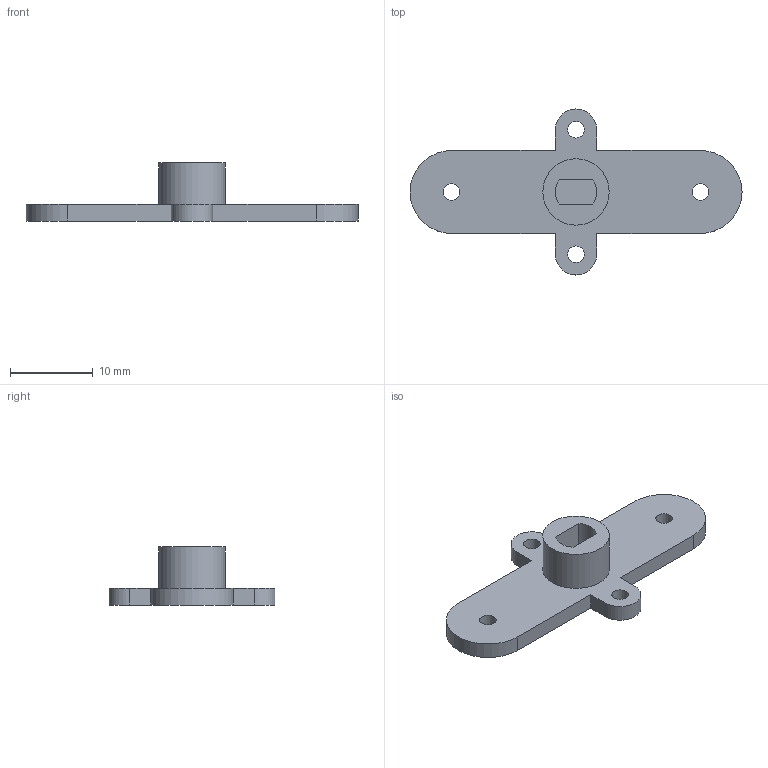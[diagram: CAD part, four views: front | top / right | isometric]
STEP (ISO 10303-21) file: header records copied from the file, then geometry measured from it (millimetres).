
FILE_DESCRIPTION(('FreeCAD Model'),'2;1');
FILE_NAME('28BYJ-48_4_arms_horn.step', '2015-09-11T12:10:26',('Author'),(''), 'Open CASCADE STEP processor 6.8','FreeCAD','Unknown');
FILE_SCHEMA(('AUTOMOTIVE_DESIGN_CC2 { 1 2 10303 214 -1 1 5 4 }'));
Length unit declared in the file: millimetre
Products named in the file (2): ASSEMBLY; 28BYJ-48_4_arms_horn
Assembly tree (1 placements, depth 2):
  ASSEMBLY
    28BYJ-48_4_arms_horn
Bounding box: 40 x 20 x 7 mm (x, y, z)
Volume: 988.3 mm3; surface area: 1298 mm2
Topology: 1 solids, 1 shells, 25 faces, 65 edges, 44 vertices
Faces by surface type: plane 14, cylinder 11
Full cylindrical faces by diameter (mm): 2 x4, 8 x1
Entity records: 2032 total; most frequent: CARTESIAN_POINT 536, DIRECTION 241, LINE 135, VECTOR 135, ORIENTED_EDGE 130, PCURVE 130, DEFINITIONAL_REPRESENTATION 130, EDGE_CURVE 65
